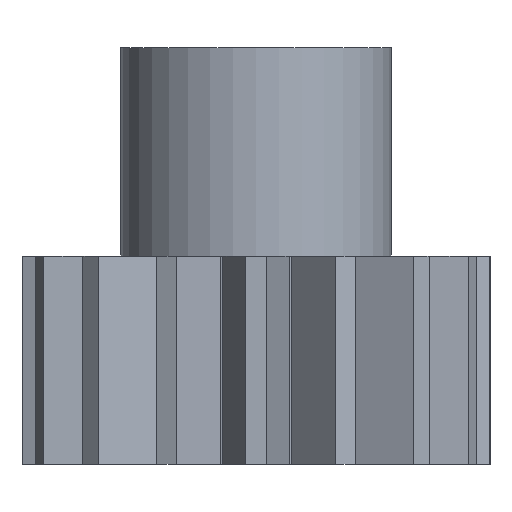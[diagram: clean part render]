
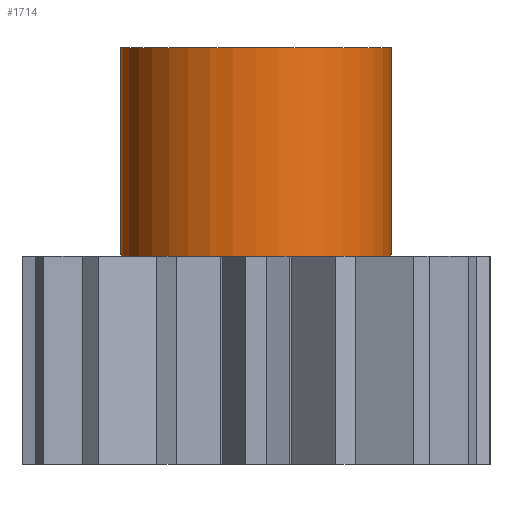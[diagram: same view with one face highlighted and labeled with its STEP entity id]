
A CAD part, front view. The second image highlights one B-rep face of the part: STEP entity #1714.
In plain terms, the highlighted cylindrical face has radius 4.128 mm (diameter 8.255 mm), a partial arc.
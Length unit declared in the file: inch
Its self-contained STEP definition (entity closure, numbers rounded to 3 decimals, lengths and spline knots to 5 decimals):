
#29 = EDGE_LOOP ( 'NONE', ( #1505, #2035, #1685, #1153 ) ) ;
#98 = EDGE_CURVE ( 'NONE', #2084, #1620, #557, .T. ) ;
#112 = DIRECTION ( 'NONE',  ( 0., 0., -1. ) ) ;
#205 = CARTESIAN_POINT ( 'NONE',  ( -0.1625, 0., 0.375 ) ) ;
#460 = AXIS2_PLACEMENT_3D ( 'NONE', #2173, #2374, #2556 ) ;
#557 = CIRCLE ( 'NONE', #2344, 0.1625 ) ;
#566 = DIRECTION ( 'NONE',  ( 0., 0., 1. ) ) ;
#716 = CARTESIAN_POINT ( 'NONE',  ( -0.1625, 0., 0.375 ) ) ;
#916 = CARTESIAN_POINT ( 'NONE',  ( 0.1625, 0., 0.125 ) ) ;
#924 = CARTESIAN_POINT ( 'NONE',  ( 0.1625, 0., 0.375 ) ) ;
#963 = CARTESIAN_POINT ( 'NONE',  ( 0., 0., 0.125 ) ) ;
#968 = LINE ( 'NONE', #1973, #2525 ) ;
#1029 = VECTOR ( 'NONE', #1144, 39.37008 ) ;
#1034 = CYLINDRICAL_SURFACE ( 'NONE', #460, 0.1625 ) ;
#1039 = AXIS2_PLACEMENT_3D ( 'NONE', #1207, #2615, #1412 ) ;
#1144 = DIRECTION ( 'NONE',  ( 0., 0., -1. ) ) ;
#1153 = ORIENTED_EDGE ( 'NONE', *, *, #98, .T. ) ;
#1207 = CARTESIAN_POINT ( 'NONE',  ( 0., 0., 0.375 ) ) ;
#1297 = CARTESIAN_POINT ( 'NONE',  ( -0.1625, 0., 0.125 ) ) ;
#1412 = DIRECTION ( 'NONE',  ( 1., 0., 0. ) ) ;
#1413 = DIRECTION ( 'NONE',  ( 1., 0., 0. ) ) ;
#1426 = VERTEX_POINT ( 'NONE', #205 ) ;
#1458 = CIRCLE ( 'NONE', #1039, 0.1625 ) ;
#1505 = ORIENTED_EDGE ( 'NONE', *, *, #2657, .F. ) ;
#1588 = LINE ( 'NONE', #716, #1029 ) ;
#1620 = VERTEX_POINT ( 'NONE', #916 ) ;
#1685 = ORIENTED_EDGE ( 'NONE', *, *, #2196, .T. ) ;
#1714 = ADVANCED_FACE ( 'NONE', ( #2188 ), #1034, .T. ) ;
#1801 = EDGE_CURVE ( 'NONE', #1426, #2183, #1458, .T. ) ;
#1973 = CARTESIAN_POINT ( 'NONE',  ( 0.1625, 0., 0.375 ) ) ;
#2035 = ORIENTED_EDGE ( 'NONE', *, *, #1801, .F. ) ;
#2084 = VERTEX_POINT ( 'NONE', #1297 ) ;
#2173 = CARTESIAN_POINT ( 'NONE',  ( 0., 0., 0.375 ) ) ;
#2183 = VERTEX_POINT ( 'NONE', #924 ) ;
#2188 = FACE_OUTER_BOUND ( 'NONE', #29, .T. ) ;
#2196 = EDGE_CURVE ( 'NONE', #1426, #2084, #1588, .T. ) ;
#2344 = AXIS2_PLACEMENT_3D ( 'NONE', #963, #566, #1413 ) ;
#2374 = DIRECTION ( 'NONE',  ( 0., 0., -1. ) ) ;
#2525 = VECTOR ( 'NONE', #112, 39.37008 ) ;
#2556 = DIRECTION ( 'NONE',  ( -1., 0., 0. ) ) ;
#2615 = DIRECTION ( 'NONE',  ( 0., 0., 1. ) ) ;
#2657 = EDGE_CURVE ( 'NONE', #2183, #1620, #968, .T. ) ;
